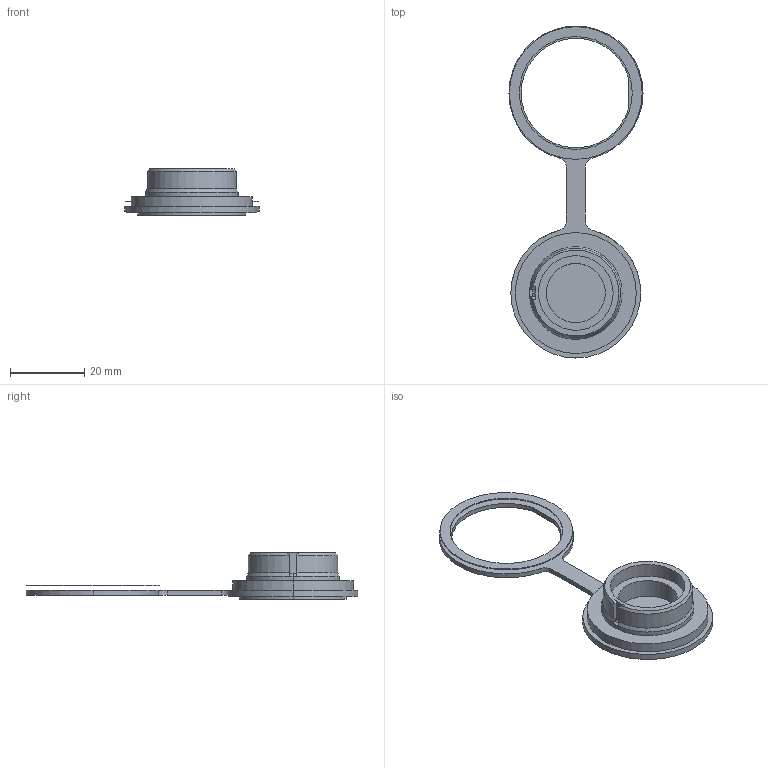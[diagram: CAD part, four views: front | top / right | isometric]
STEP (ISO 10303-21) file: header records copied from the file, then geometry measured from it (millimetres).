
FILE_DESCRIPTION (( 'STEP AP203' ), '1' );
FILE_NAME ('D24295-WA.STEP', '2016-03-21T19:05:57', ( '' ), ( '' ), 'SwSTEP 2.0', 'SolidWorks 2014', '' );
FILE_SCHEMA (( 'CONFIG_CONTROL_DESIGN' ));
Length unit declared in the file: millimetre
Products named in the file (2): D24295-WA
Bounding box: 36.07 x 89.28 x 12.52 mm (x, y, z)
Volume: 5777.4 mm3; surface area: 5435 mm2
Topology: 2 solids, 2 shells, 177 faces, 444 edges, 293 vertices
Faces by surface type: plane 103, cylinder 40, bspline 28, cone 4, torus 2
Entity records: 6943 total; most frequent: CARTESIAN_POINT 2682, ORIENTED_EDGE 888, DIRECTION 760, EDGE_CURVE 444, VERTEX_POINT 293, VECTOR 290, LINE 290, AXIS2_PLACEMENT_3D 235
